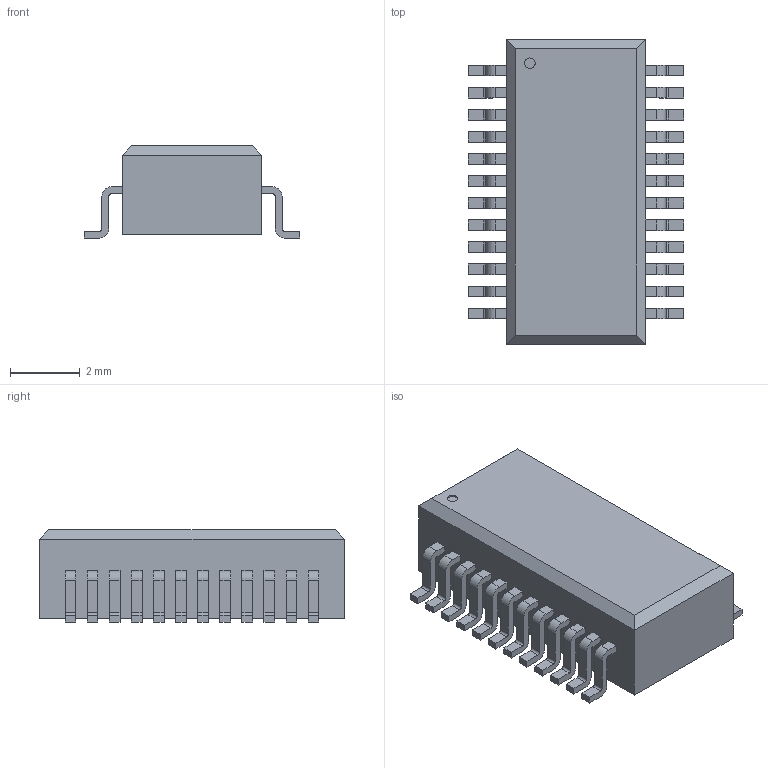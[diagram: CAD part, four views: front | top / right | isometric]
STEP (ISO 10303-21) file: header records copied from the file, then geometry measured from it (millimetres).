
FILE_DESCRIPTION(/* description */ (''),/* implementation_level */ '2;1');
FILE_NAME(/* name */ 'soic_1657933940365.stp',/* time_stamp */ '2022-07-16T01:12:24Z',/* author */ (''),/* organization */ (''),/* preprocessor_version */ 'ST-DEVELOPER v19.2',/* originating_system */ 'ASM',/* authorisation */ '');
FILE_SCHEMA (('AUTOMOTIVE_DESIGN { 1 0 10303 214 3 1 1 }'));
Length unit declared in the file: millimetre
Products named in the file (1): soic_1657933940365
Bounding box: 6.2 x 8.76 x 2.65 mm (x, y, z)
Volume: 92 mm3; surface area: 185.9 mm2
Topology: 1 solids, 1 shells, 324 faces, 887 edges, 590 vertices
Faces by surface type: plane 227, cylinder 97
Full cylindrical faces by diameter (mm): 0.3 x1
Entity records: 10589 total; most frequent: CARTESIAN_POINT 1802, ORIENTED_EDGE 1774, DIRECTION 1731, EDGE_CURVE 887, LINE 693, VECTOR 693, VERTEX_POINT 590, AXIS2_PLACEMENT_3D 519
